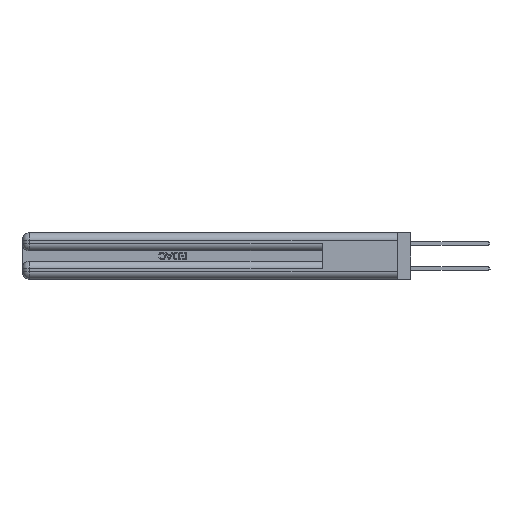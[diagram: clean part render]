
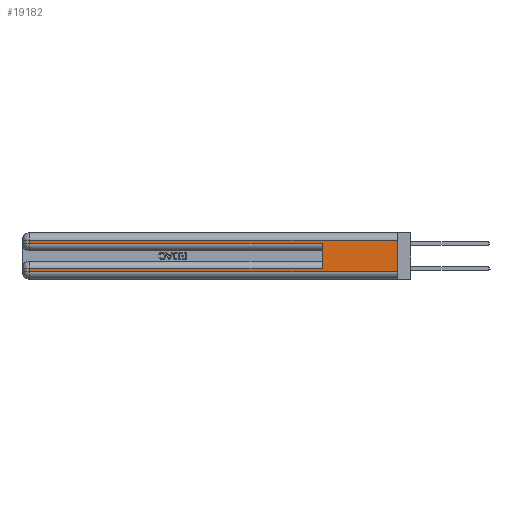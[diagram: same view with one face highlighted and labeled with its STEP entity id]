
A CAD part, left-side view. The second image highlights one B-rep face of the part: STEP entity #19182.
In plain terms, the highlighted planar face has unit normal (-1, 0, 0).
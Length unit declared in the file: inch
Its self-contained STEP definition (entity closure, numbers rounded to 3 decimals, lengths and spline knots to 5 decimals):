
#524 = ORIENTED_EDGE ( 'NONE', *, *, #20426, .T. ) ;
#700 = CARTESIAN_POINT ( 'NONE',  ( 0., 0., 0.37 ) ) ;
#1774 = CARTESIAN_POINT ( 'NONE',  ( 0., 2.94, 0.37 ) ) ;
#2511 = EDGE_CURVE ( 'NONE', #34536, #17128, #25458, .T. ) ;
#3007 = CARTESIAN_POINT ( 'NONE',  ( 0., 0., 0.06 ) ) ;
#3606 = LINE ( 'NONE', #35213, #42564 ) ;
#3689 = ORIENTED_EDGE ( 'NONE', *, *, #28553, .F. ) ;
#4134 = CARTESIAN_POINT ( 'NONE',  ( 0., 2.94, 0.06 ) ) ;
#5381 = DIRECTION ( 'NONE',  ( 0., 0., 1. ) ) ;
#5818 = VERTEX_POINT ( 'NONE', #12714 ) ;
#8160 = DIRECTION ( 'NONE',  ( 1., 0., 0. ) ) ;
#9569 = LINE ( 'NONE', #46195, #29863 ) ;
#9603 = EDGE_CURVE ( 'NONE', #24042, #24860, #45935, .T. ) ;
#9892 = CARTESIAN_POINT ( 'NONE',  ( 0., 0., 0.285 ) ) ;
#10927 = LINE ( 'NONE', #34250, #35202 ) ;
#12536 = VECTOR ( 'NONE', #31817, 39.37008 ) ;
#12714 = CARTESIAN_POINT ( 'NONE',  ( 0., 2.94, 0.31 ) ) ;
#13345 = DIRECTION ( 'NONE',  ( 0., -1., 0. ) ) ;
#13849 = ORIENTED_EDGE ( 'NONE', *, *, #35648, .T. ) ;
#14618 = LINE ( 'NONE', #30010, #43453 ) ;
#15255 = ORIENTED_EDGE ( 'NONE', *, *, #9603, .F. ) ;
#15592 = CARTESIAN_POINT ( 'NONE',  ( 0., 0.6, 0.145 ) ) ;
#15880 = LINE ( 'NONE', #9892, #19256 ) ;
#15881 = AXIS2_PLACEMENT_3D ( 'NONE', #700, #8160, #22123 ) ;
#17128 = VERTEX_POINT ( 'NONE', #30753 ) ;
#18279 = FACE_OUTER_BOUND ( 'NONE', #41067, .T. ) ;
#19070 = CARTESIAN_POINT ( 'NONE',  ( 0., 0.6, 0.085 ) ) ;
#19182 = ADVANCED_FACE ( 'NONE', ( #18279 ), #44133, .F. ) ;
#19256 = VECTOR ( 'NONE', #13345, 39.37008 ) ;
#20426 = EDGE_CURVE ( 'NONE', #40821, #5818, #3606, .T. ) ;
#21201 = DIRECTION ( 'NONE',  ( 0., 1., 0. ) ) ;
#21805 = EDGE_CURVE ( 'NONE', #39330, #24860, #15880, .T. ) ;
#21889 = ORIENTED_EDGE ( 'NONE', *, *, #21805, .T. ) ;
#22123 = DIRECTION ( 'NONE',  ( 0., 0., -1. ) ) ;
#22683 = VECTOR ( 'NONE', #45197, 39.37008 ) ;
#22920 = EDGE_CURVE ( 'NONE', #5818, #39330, #14618, .T. ) ;
#24042 = VERTEX_POINT ( 'NONE', #19070 ) ;
#24668 = CARTESIAN_POINT ( 'NONE',  ( 0., 0., 0.31 ) ) ;
#24860 = VERTEX_POINT ( 'NONE', #36971 ) ;
#25379 = ORIENTED_EDGE ( 'NONE', *, *, #2511, .T. ) ;
#25458 = LINE ( 'NONE', #3007, #12536 ) ;
#28553 = EDGE_CURVE ( 'NONE', #40821, #17128, #10927, .T. ) ;
#28924 = VECTOR ( 'NONE', #5381, 39.37008 ) ;
#29863 = VECTOR ( 'NONE', #21201, 39.37008 ) ;
#30010 = CARTESIAN_POINT ( 'NONE',  ( 0., 2.94, 0.37 ) ) ;
#30753 = CARTESIAN_POINT ( 'NONE',  ( 0., 0., 0.06 ) ) ;
#31721 = VERTEX_POINT ( 'NONE', #42755 ) ;
#31817 = DIRECTION ( 'NONE',  ( 0., -1., 0. ) ) ;
#34250 = CARTESIAN_POINT ( 'NONE',  ( 0., 0., 0.37 ) ) ;
#34536 = VERTEX_POINT ( 'NONE', #4134 ) ;
#35123 = LINE ( 'NONE', #1774, #22683 ) ;
#35202 = VECTOR ( 'NONE', #41861, 39.37008 ) ;
#35213 = CARTESIAN_POINT ( 'NONE',  ( 0., 0., 0.31 ) ) ;
#35648 = EDGE_CURVE ( 'NONE', #24042, #31721, #9569, .T. ) ;
#36971 = CARTESIAN_POINT ( 'NONE',  ( 0., 0.6, 0.285 ) ) ;
#37660 = ORIENTED_EDGE ( 'NONE', *, *, #22920, .T. ) ;
#39330 = VERTEX_POINT ( 'NONE', #41363 ) ;
#39333 = EDGE_CURVE ( 'NONE', #31721, #34536, #35123, .T. ) ;
#40821 = VERTEX_POINT ( 'NONE', #24668 ) ;
#41067 = EDGE_LOOP ( 'NONE', ( #3689, #524, #37660, #21889, #15255, #13849, #43948, #25379 ) ) ;
#41363 = CARTESIAN_POINT ( 'NONE',  ( 0., 2.94, 0.285 ) ) ;
#41861 = DIRECTION ( 'NONE',  ( 0., 0., -1. ) ) ;
#42564 = VECTOR ( 'NONE', #45663, 39.37008 ) ;
#42755 = CARTESIAN_POINT ( 'NONE',  ( 0., 2.94, 0.085 ) ) ;
#43453 = VECTOR ( 'NONE', #43732, 39.37008 ) ;
#43732 = DIRECTION ( 'NONE',  ( 0., 0., -1. ) ) ;
#43948 = ORIENTED_EDGE ( 'NONE', *, *, #39333, .T. ) ;
#44133 = PLANE ( 'NONE',  #15881 ) ;
#45197 = DIRECTION ( 'NONE',  ( 0., 0., -1. ) ) ;
#45663 = DIRECTION ( 'NONE',  ( 0., 1., 0. ) ) ;
#45935 = LINE ( 'NONE', #15592, #28924 ) ;
#46195 = CARTESIAN_POINT ( 'NONE',  ( 0., 0., 0.085 ) ) ;
